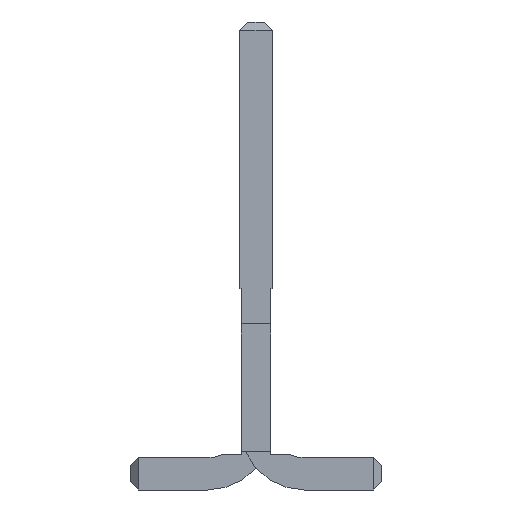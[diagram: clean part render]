
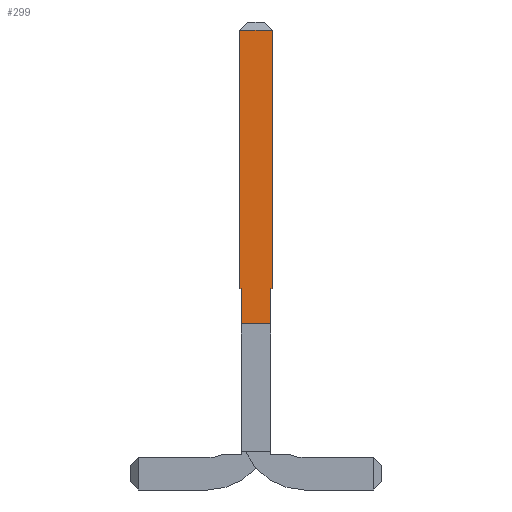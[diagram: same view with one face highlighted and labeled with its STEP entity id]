
A CAD part, front view. The second image highlights one B-rep face of the part: STEP entity #299.
In plain terms, the highlighted planar face has unit normal (0, 1, 0).
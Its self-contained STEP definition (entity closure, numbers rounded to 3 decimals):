
#44 = PLANE('',#45);
#45 = AXIS2_PLACEMENT_3D('',#46,#47,#48);
#46 = CARTESIAN_POINT('',(0.,-1.527,8.503));
#47 = DIRECTION('',(0.,0.707,-0.707));
#48 = DIRECTION('',(0.,0.707,0.707));
#143 = VERTEX_POINT('',#144);
#144 = CARTESIAN_POINT('',(0.32,-1.59,8.44
    ));
#181 = PLANE('',#182);
#182 = AXIS2_PLACEMENT_3D('',#183,#184,#185);
#183 = CARTESIAN_POINT('',(0.32,-0.95,8.44
    ));
#184 = DIRECTION('',(-1.,0.,0.));
#185 = DIRECTION('',(0.,0.,-1.));
#218 = EDGE_CURVE('',#143,#219,#221,.T.);
#219 = VERTEX_POINT('',#220);
#220 = CARTESIAN_POINT('',(0.32,-1.59,3.303
    ));
#221 = SURFACE_CURVE('',#222,(#226,#233),.PCURVE_S1.);
#222 = LINE('',#223,#224);
#223 = CARTESIAN_POINT('',(0.32,-1.59,8.44
    ));
#224 = VECTOR('',#225,1.);
#225 = DIRECTION('',(0.,0.,-1.));
#226 = PCURVE('',#181,#227);
#227 = DEFINITIONAL_REPRESENTATION('',(#228),#232);
#228 = LINE('',#229,#230);
#229 = CARTESIAN_POINT('',(-0.,0.64));
#230 = VECTOR('',#231,1.);
#231 = DIRECTION('',(1.,0.));
#232 = ( GEOMETRIC_REPRESENTATION_CONTEXT(2) 
PARAMETRIC_REPRESENTATION_CONTEXT() REPRESENTATION_CONTEXT('2D SPACE',''
  ) );
#233 = PCURVE('',#234,#239);
#234 = PLANE('',#235);
#235 = AXIS2_PLACEMENT_3D('',#236,#237,#238);
#236 = CARTESIAN_POINT('',(-0.297,-1.59,3.303
    ));
#237 = DIRECTION('',(0.,1.,0.));
#238 = DIRECTION('',(0.,0.,1.));
#239 = DEFINITIONAL_REPRESENTATION('',(#240),#244);
#240 = LINE('',#241,#242);
#241 = CARTESIAN_POINT('',(5.137,0.617));
#242 = VECTOR('',#243,1.);
#243 = DIRECTION('',(-1.,0.));
#244 = ( GEOMETRIC_REPRESENTATION_CONTEXT(2) 
PARAMETRIC_REPRESENTATION_CONTEXT() REPRESENTATION_CONTEXT('2D SPACE',''
  ) );
#262 = PLANE('',#263);
#263 = AXIS2_PLACEMENT_3D('',#264,#265,#266);
#264 = CARTESIAN_POINT('',(0.297,-1.59,3.303)
  );
#265 = DIRECTION('',(0.,0.,1.));
#266 = DIRECTION('',(1.,0.,0.));
#299 = ADVANCED_FACE('',(#300),#234,.T.);
#300 = FACE_BOUND('',#301,.F.);
#301 = EDGE_LOOP('',(#302,#332,#360,#388,#409,#410,#433,#461));
#302 = ORIENTED_EDGE('',*,*,#303,.T.);
#303 = EDGE_CURVE('',#304,#306,#308,.T.);
#304 = VERTEX_POINT('',#305);
#305 = CARTESIAN_POINT('',(-0.297,-1.59,3.303
    ));
#306 = VERTEX_POINT('',#307);
#307 = CARTESIAN_POINT('',(-0.297,-1.59,2.6
    ));
#308 = SURFACE_CURVE('',#309,(#313,#320),.PCURVE_S1.);
#309 = LINE('',#310,#311);
#310 = CARTESIAN_POINT('',(-0.297,-1.59,3.303
    ));
#311 = VECTOR('',#312,1.);
#312 = DIRECTION('',(0.,0.,-1.));
#313 = PCURVE('',#234,#314);
#314 = DEFINITIONAL_REPRESENTATION('',(#315),#319);
#315 = LINE('',#316,#317);
#316 = CARTESIAN_POINT('',(0.,0.));
#317 = VECTOR('',#318,1.);
#318 = DIRECTION('',(-1.,0.));
#319 = ( GEOMETRIC_REPRESENTATION_CONTEXT(2) 
PARAMETRIC_REPRESENTATION_CONTEXT() REPRESENTATION_CONTEXT('2D SPACE',''
  ) );
#320 = PCURVE('',#321,#326);
#321 = PLANE('',#322);
#322 = AXIS2_PLACEMENT_3D('',#323,#324,#325);
#323 = CARTESIAN_POINT('',(-0.297,-1.59,3.303
    ));
#324 = DIRECTION('',(-1.,0.,0.));
#325 = DIRECTION('',(0.,0.,-1.));
#326 = DEFINITIONAL_REPRESENTATION('',(#327),#331);
#327 = LINE('',#328,#329);
#328 = CARTESIAN_POINT('',(0.,-0.));
#329 = VECTOR('',#330,1.);
#330 = DIRECTION('',(1.,0.));
#331 = ( GEOMETRIC_REPRESENTATION_CONTEXT(2) 
PARAMETRIC_REPRESENTATION_CONTEXT() REPRESENTATION_CONTEXT('2D SPACE',''
  ) );
#332 = ORIENTED_EDGE('',*,*,#333,.T.);
#333 = EDGE_CURVE('',#306,#334,#336,.T.);
#334 = VERTEX_POINT('',#335);
#335 = CARTESIAN_POINT('',(0.297,-1.59,2.6)
  );
#336 = SURFACE_CURVE('',#337,(#341,#348),.PCURVE_S1.);
#337 = LINE('',#338,#339);
#338 = CARTESIAN_POINT('',(-0.297,-1.59,2.6
    ));
#339 = VECTOR('',#340,1.);
#340 = DIRECTION('',(1.,0.,0.));
#341 = PCURVE('',#234,#342);
#342 = DEFINITIONAL_REPRESENTATION('',(#343),#347);
#343 = LINE('',#344,#345);
#344 = CARTESIAN_POINT('',(-0.703,0.));
#345 = VECTOR('',#346,1.);
#346 = DIRECTION('',(0.,1.));
#347 = ( GEOMETRIC_REPRESENTATION_CONTEXT(2) 
PARAMETRIC_REPRESENTATION_CONTEXT() REPRESENTATION_CONTEXT('2D SPACE',''
  ) );
#348 = PCURVE('',#349,#354);
#349 = PLANE('',#350);
#350 = AXIS2_PLACEMENT_3D('',#351,#352,#353);
#351 = CARTESIAN_POINT('',(0.297,-1.597,2.6)
  );
#352 = DIRECTION('',(0.,0.,-1.));
#353 = DIRECTION('',(-1.,0.,0.));
#354 = DEFINITIONAL_REPRESENTATION('',(#355),#359);
#355 = LINE('',#356,#357);
#356 = CARTESIAN_POINT('',(0.594,0.007));
#357 = VECTOR('',#358,1.);
#358 = DIRECTION('',(-1.,0.));
#359 = ( GEOMETRIC_REPRESENTATION_CONTEXT(2) 
PARAMETRIC_REPRESENTATION_CONTEXT() REPRESENTATION_CONTEXT('2D SPACE',''
  ) );
#360 = ORIENTED_EDGE('',*,*,#361,.T.);
#361 = EDGE_CURVE('',#334,#362,#364,.T.);
#362 = VERTEX_POINT('',#363);
#363 = CARTESIAN_POINT('',(0.297,-1.59,3.303)
  );
#364 = SURFACE_CURVE('',#365,(#369,#376),.PCURVE_S1.);
#365 = LINE('',#366,#367);
#366 = CARTESIAN_POINT('',(0.297,-1.59,2.6)
  );
#367 = VECTOR('',#368,1.);
#368 = DIRECTION('',(0.,0.,1.));
#369 = PCURVE('',#234,#370);
#370 = DEFINITIONAL_REPRESENTATION('',(#371),#375);
#371 = LINE('',#372,#373);
#372 = CARTESIAN_POINT('',(-0.703,0.594));
#373 = VECTOR('',#374,1.);
#374 = DIRECTION('',(1.,0.));
#375 = ( GEOMETRIC_REPRESENTATION_CONTEXT(2) 
PARAMETRIC_REPRESENTATION_CONTEXT() REPRESENTATION_CONTEXT('2D SPACE',''
  ) );
#376 = PCURVE('',#377,#382);
#377 = PLANE('',#378);
#378 = AXIS2_PLACEMENT_3D('',#379,#380,#381);
#379 = CARTESIAN_POINT('',(0.297,-0.95,3.303)
  );
#380 = DIRECTION('',(1.,0.,0.));
#381 = DIRECTION('',(0.,0.,1.));
#382 = DEFINITIONAL_REPRESENTATION('',(#383),#387);
#383 = LINE('',#384,#385);
#384 = CARTESIAN_POINT('',(-0.703,0.64));
#385 = VECTOR('',#386,1.);
#386 = DIRECTION('',(1.,0.));
#387 = ( GEOMETRIC_REPRESENTATION_CONTEXT(2) 
PARAMETRIC_REPRESENTATION_CONTEXT() REPRESENTATION_CONTEXT('2D SPACE',''
  ) );
#388 = ORIENTED_EDGE('',*,*,#389,.T.);
#389 = EDGE_CURVE('',#362,#219,#390,.T.);
#390 = SURFACE_CURVE('',#391,(#395,#402),.PCURVE_S1.);
#391 = LINE('',#392,#393);
#392 = CARTESIAN_POINT('',(0.297,-1.59,3.303)
  );
#393 = VECTOR('',#394,1.);
#394 = DIRECTION('',(1.,0.,0.));
#395 = PCURVE('',#234,#396);
#396 = DEFINITIONAL_REPRESENTATION('',(#397),#401);
#397 = LINE('',#398,#399);
#398 = CARTESIAN_POINT('',(0.,0.594));
#399 = VECTOR('',#400,1.);
#400 = DIRECTION('',(0.,1.));
#401 = ( GEOMETRIC_REPRESENTATION_CONTEXT(2) 
PARAMETRIC_REPRESENTATION_CONTEXT() REPRESENTATION_CONTEXT('2D SPACE',''
  ) );
#402 = PCURVE('',#262,#403);
#403 = DEFINITIONAL_REPRESENTATION('',(#404),#408);
#404 = LINE('',#405,#406);
#405 = CARTESIAN_POINT('',(0.,0.));
#406 = VECTOR('',#407,1.);
#407 = DIRECTION('',(1.,0.));
#408 = ( GEOMETRIC_REPRESENTATION_CONTEXT(2) 
PARAMETRIC_REPRESENTATION_CONTEXT() REPRESENTATION_CONTEXT('2D SPACE',''
  ) );
#409 = ORIENTED_EDGE('',*,*,#218,.F.);
#410 = ORIENTED_EDGE('',*,*,#411,.T.);
#411 = EDGE_CURVE('',#143,#412,#414,.T.);
#412 = VERTEX_POINT('',#413);
#413 = CARTESIAN_POINT('',(-0.32,-1.59,
    8.44));
#414 = SURFACE_CURVE('',#415,(#419,#426),.PCURVE_S1.);
#415 = LINE('',#416,#417);
#416 = CARTESIAN_POINT('',(0.32,-1.59,8.44
    ));
#417 = VECTOR('',#418,1.);
#418 = DIRECTION('',(-1.,0.,0.));
#419 = PCURVE('',#234,#420);
#420 = DEFINITIONAL_REPRESENTATION('',(#421),#425);
#421 = LINE('',#422,#423);
#422 = CARTESIAN_POINT('',(5.137,0.617));
#423 = VECTOR('',#424,1.);
#424 = DIRECTION('',(0.,-1.));
#425 = ( GEOMETRIC_REPRESENTATION_CONTEXT(2) 
PARAMETRIC_REPRESENTATION_CONTEXT() REPRESENTATION_CONTEXT('2D SPACE',''
  ) );
#426 = PCURVE('',#44,#427);
#427 = DEFINITIONAL_REPRESENTATION('',(#428),#432);
#428 = LINE('',#429,#430);
#429 = CARTESIAN_POINT('',(-0.089,0.32));
#430 = VECTOR('',#431,1.);
#431 = DIRECTION('',(0.,-1.));
#432 = ( GEOMETRIC_REPRESENTATION_CONTEXT(2) 
PARAMETRIC_REPRESENTATION_CONTEXT() REPRESENTATION_CONTEXT('2D SPACE',''
  ) );
#433 = ORIENTED_EDGE('',*,*,#434,.F.);
#434 = EDGE_CURVE('',#435,#412,#437,.T.);
#435 = VERTEX_POINT('',#436);
#436 = CARTESIAN_POINT('',(-0.32,-1.59,
    3.303));
#437 = SURFACE_CURVE('',#438,(#442,#449),.PCURVE_S1.);
#438 = LINE('',#439,#440);
#439 = CARTESIAN_POINT('',(-0.32,-1.59,
    3.303));
#440 = VECTOR('',#441,1.);
#441 = DIRECTION('',(0.,0.,1.));
#442 = PCURVE('',#234,#443);
#443 = DEFINITIONAL_REPRESENTATION('',(#444),#448);
#444 = LINE('',#445,#446);
#445 = CARTESIAN_POINT('',(0.,-0.023));
#446 = VECTOR('',#447,1.);
#447 = DIRECTION('',(1.,0.));
#448 = ( GEOMETRIC_REPRESENTATION_CONTEXT(2) 
PARAMETRIC_REPRESENTATION_CONTEXT() REPRESENTATION_CONTEXT('2D SPACE',''
  ) );
#449 = PCURVE('',#450,#455);
#450 = PLANE('',#451);
#451 = AXIS2_PLACEMENT_3D('',#452,#453,#454);
#452 = CARTESIAN_POINT('',(-0.32,-0.95,
    8.44));
#453 = DIRECTION('',(1.,0.,0.));
#454 = DIRECTION('',(0.,0.,1.));
#455 = DEFINITIONAL_REPRESENTATION('',(#456),#460);
#456 = LINE('',#457,#458);
#457 = CARTESIAN_POINT('',(-5.137,0.64));
#458 = VECTOR('',#459,1.);
#459 = DIRECTION('',(1.,0.));
#460 = ( GEOMETRIC_REPRESENTATION_CONTEXT(2) 
PARAMETRIC_REPRESENTATION_CONTEXT() REPRESENTATION_CONTEXT('2D SPACE',''
  ) );
#461 = ORIENTED_EDGE('',*,*,#462,.F.);
#462 = EDGE_CURVE('',#304,#435,#463,.T.);
#463 = SURFACE_CURVE('',#464,(#468,#475),.PCURVE_S1.);
#464 = LINE('',#465,#466);
#465 = CARTESIAN_POINT('',(-0.297,-1.59,3.303
    ));
#466 = VECTOR('',#467,1.);
#467 = DIRECTION('',(-1.,0.,0.));
#468 = PCURVE('',#234,#469);
#469 = DEFINITIONAL_REPRESENTATION('',(#470),#474);
#470 = LINE('',#471,#472);
#471 = CARTESIAN_POINT('',(0.,0.));
#472 = VECTOR('',#473,1.);
#473 = DIRECTION('',(0.,-1.));
#474 = ( GEOMETRIC_REPRESENTATION_CONTEXT(2) 
PARAMETRIC_REPRESENTATION_CONTEXT() REPRESENTATION_CONTEXT('2D SPACE',''
  ) );
#475 = PCURVE('',#476,#481);
#476 = PLANE('',#477);
#477 = AXIS2_PLACEMENT_3D('',#478,#479,#480);
#478 = CARTESIAN_POINT('',(-0.297,-0.95,3.303
    ));
#479 = DIRECTION('',(0.,0.,1.));
#480 = DIRECTION('',(1.,0.,0.));
#481 = DEFINITIONAL_REPRESENTATION('',(#482),#486);
#482 = LINE('',#483,#484);
#483 = CARTESIAN_POINT('',(0.,-0.64));
#484 = VECTOR('',#485,1.);
#485 = DIRECTION('',(-1.,0.));
#486 = ( GEOMETRIC_REPRESENTATION_CONTEXT(2) 
PARAMETRIC_REPRESENTATION_CONTEXT() REPRESENTATION_CONTEXT('2D SPACE',''
  ) );
